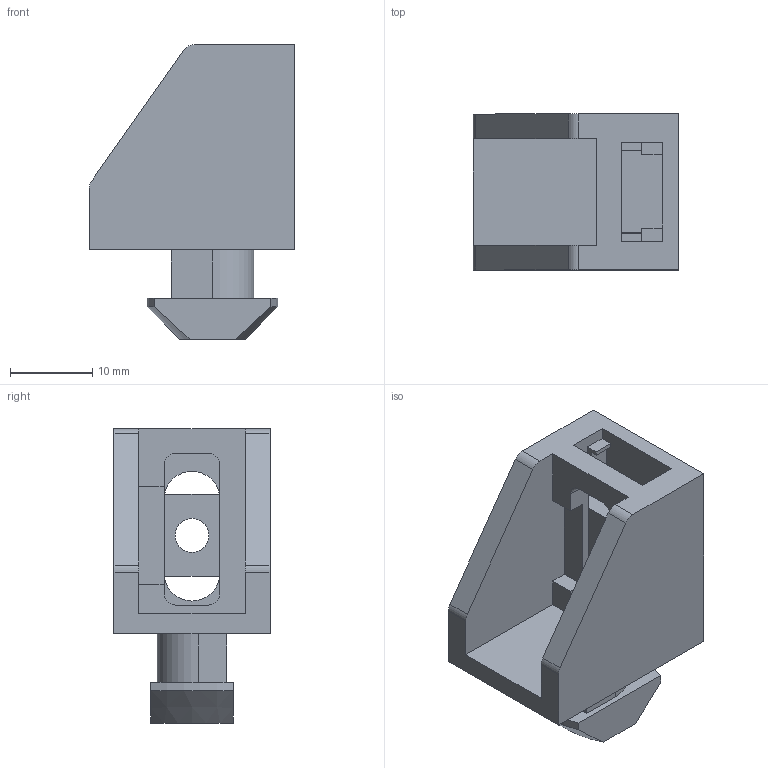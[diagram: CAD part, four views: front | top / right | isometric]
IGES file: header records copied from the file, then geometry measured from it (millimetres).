
Global section: file name: 623034.stp.ipt; native system: Autodesk Inventor 2014; preprocessor: unknown; author: zeman; date: 20151016.101914; units: millimetre
Bounding box: 25 x 19 x 35.9 mm (x, y, z)
Volume: 6442 mm3; surface area: 4884.4 mm2
Topology: 2 solids, 2 shells, 67 faces, 184 edges, 123 vertices
Faces by surface type: plane 50, cylinder 8, revolution 7, cone 2
